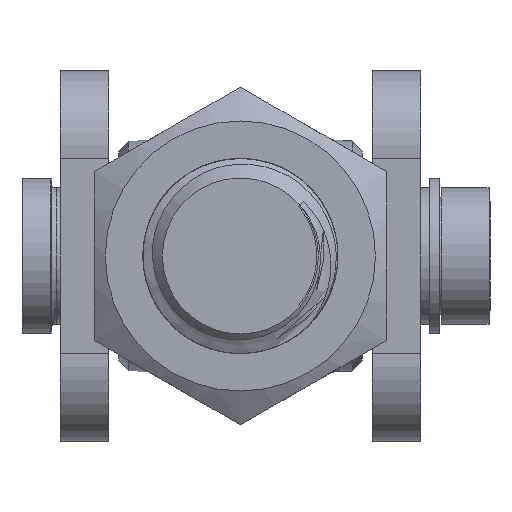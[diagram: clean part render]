
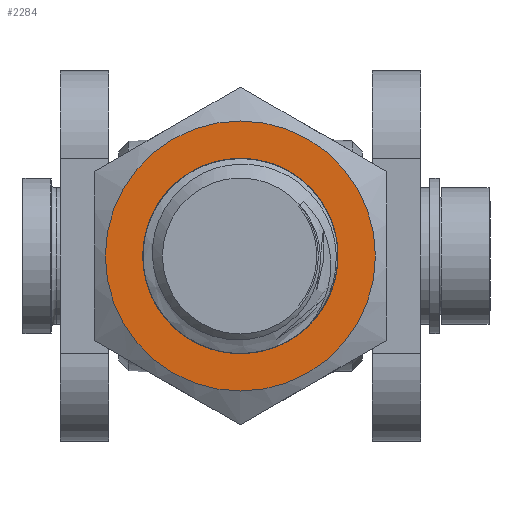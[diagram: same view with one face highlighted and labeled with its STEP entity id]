
A CAD part, front view. The second image highlights one B-rep face of the part: STEP entity #2284.
In plain terms, the highlighted face is planar.
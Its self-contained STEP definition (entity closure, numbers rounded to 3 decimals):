
#254=FACE_BOUND('',#542,.T.);
#272=PLANE('',#2600);
#399=FACE_OUTER_BOUND('',#541,.T.);
#541=EDGE_LOOP('',(#2000,#2001));
#542=EDGE_LOOP('',(#2002));
#844=CIRCLE('',#2599,10.);
#845=CIRCLE('',#2601,13.85);
#846=CIRCLE('',#2602,13.85);
#1044=VERTEX_POINT('',#12656);
#1045=VERTEX_POINT('',#12660);
#1046=VERTEX_POINT('',#12661);
#1367=EDGE_CURVE('',#1044,#1044,#844,.T.);
#1369=EDGE_CURVE('',#1045,#1046,#845,.T.);
#1370=EDGE_CURVE('',#1046,#1045,#846,.T.);
#2000=ORIENTED_EDGE('',*,*,#1369,.T.);
#2001=ORIENTED_EDGE('',*,*,#1370,.T.);
#2002=ORIENTED_EDGE('',*,*,#1367,.F.);
#2284=ADVANCED_FACE('',(#399,#254),#272,.T.);
#2599=AXIS2_PLACEMENT_3D('',#12657,#3052,#3053);
#2600=AXIS2_PLACEMENT_3D('',#12659,#3055,#3056);
#2601=AXIS2_PLACEMENT_3D('',#12662,#3057,#3058);
#2602=AXIS2_PLACEMENT_3D('',#12663,#3059,#3060);
#3052=DIRECTION('center_axis',(1.,0.,0.));
#3053=DIRECTION('ref_axis',(0.,0.,1.));
#3055=DIRECTION('center_axis',(1.,0.,0.));
#3056=DIRECTION('ref_axis',(0.,0.,-1.));
#3057=DIRECTION('center_axis',(1.,0.,0.));
#3058=DIRECTION('ref_axis',(0.,1.,0.));
#3059=DIRECTION('center_axis',(1.,0.,0.));
#3060=DIRECTION('ref_axis',(0.,1.,0.));
#12656=CARTESIAN_POINT('',(16.,0.,-10.));
#12657=CARTESIAN_POINT('Origin',(16.,0.,0.));
#12659=CARTESIAN_POINT('Origin',(16.,0.,0.));
#12660=CARTESIAN_POINT('',(16.,13.85,0.));
#12661=CARTESIAN_POINT('',(16.,-13.85,0.));
#12662=CARTESIAN_POINT('Origin',(16.,0.,0.));
#12663=CARTESIAN_POINT('Origin',(16.,0.,0.));
